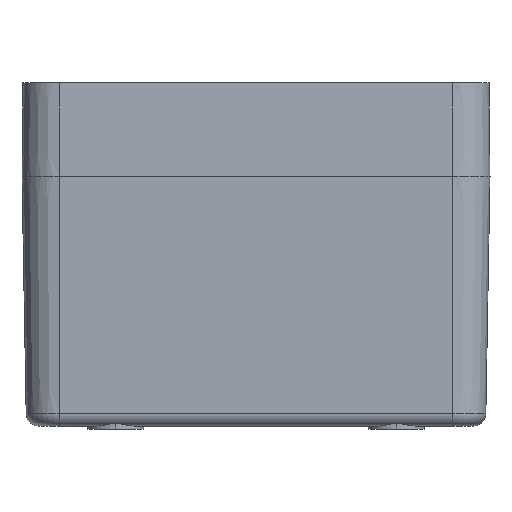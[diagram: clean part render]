
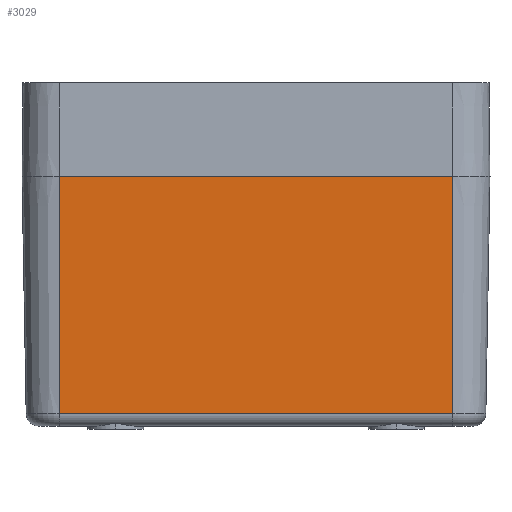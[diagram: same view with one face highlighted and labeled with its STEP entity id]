
A CAD part, left-side view. The second image highlights one B-rep face of the part: STEP entity #3029.
In plain terms, the highlighted planar face has unit normal (-1, 0, -0.018).
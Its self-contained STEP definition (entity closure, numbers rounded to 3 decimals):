
#3009=AXIS2_PLACEMENT_3D('Plane Axis2P3D',#3006,#3007,#3008) ;
#2272=CARTESIAN_POINT('Vertex',(0.,69.,40.5)) ;
#2275=CARTESIAN_POINT('Line Origine',(0.,37.5,40.5)) ;
#2279=CARTESIAN_POINT('Vertex',(0.,6.,40.5)) ;
#2987=CARTESIAN_POINT('Line Origine',(-8723.686,68.999,499792.469)) ;
#2991=CARTESIAN_POINT('Vertex',(0.664,69.,2.465)) ;
#3006=CARTESIAN_POINT('Axis2P3D Location',(0.,37.5,40.5)) ;
#3011=CARTESIAN_POINT('Line Origine',(0.664,37.5,2.465)) ;
#3015=CARTESIAN_POINT('Vertex',(0.664,6.,2.465)) ;
#3018=CARTESIAN_POINT('Line Origine',(0.332,6.,21.483)) ;
#2276=DIRECTION('Vector Direction',(0.,1.,0.)) ;
#2988=DIRECTION('Vector Direction',(-0.017,0.,1.)) ;
#3007=DIRECTION('Axis2P3D Direction',(1.,0.,0.017)) ;
#3008=DIRECTION('Axis2P3D XDirection',(0.,1.,0.)) ;
#3012=DIRECTION('Vector Direction',(0.,1.,0.)) ;
#3019=DIRECTION('Vector Direction',(-0.017,0.,1.)) ;
#2277=VECTOR('Line Direction',#2276,1.) ;
#2989=VECTOR('Line Direction',#2988,1.) ;
#3013=VECTOR('Line Direction',#3012,1.) ;
#3020=VECTOR('Line Direction',#3019,1.) ;
#3024=ORIENTED_EDGE('',*,*,#3017,.F.) ;
#3025=ORIENTED_EDGE('',*,*,#3022,.F.) ;
#3026=ORIENTED_EDGE('',*,*,#2281,.F.) ;
#3027=ORIENTED_EDGE('',*,*,#2993,.T.) ;
#3029=ADVANCED_FACE('Body',(#3028),#3010,.F.) ;
#2281=EDGE_CURVE('',#2273,#2280,#2278,.F.) ;
#2993=EDGE_CURVE('',#2273,#2992,#2990,.F.) ;
#3017=EDGE_CURVE('',#3016,#2992,#3014,.T.) ;
#3022=EDGE_CURVE('',#2280,#3016,#3021,.F.) ;
#3023=EDGE_LOOP('',(#3024,#3025,#3026,#3027)) ;
#3028=FACE_OUTER_BOUND('',#3023,.T.) ;
#2278=LINE('Line',#2275,#2277) ;
#2990=LINE('Line',#2987,#2989) ;
#3014=LINE('Line',#3011,#3013) ;
#3021=LINE('Line',#3018,#3020) ;
#3010=PLANE('',#3009) ;
#2273=VERTEX_POINT('',#2272) ;
#2280=VERTEX_POINT('',#2279) ;
#2992=VERTEX_POINT('',#2991) ;
#3016=VERTEX_POINT('',#3015) ;
